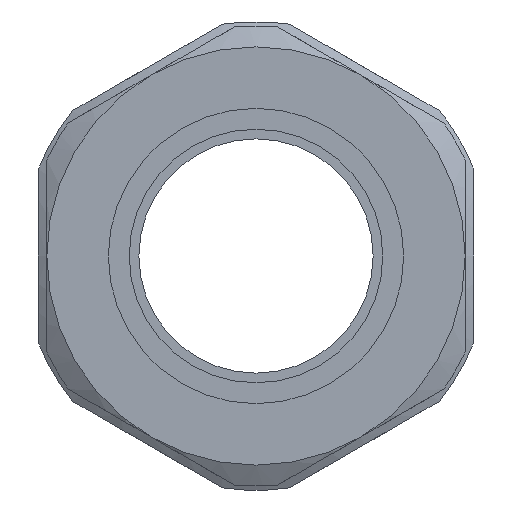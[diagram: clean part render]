
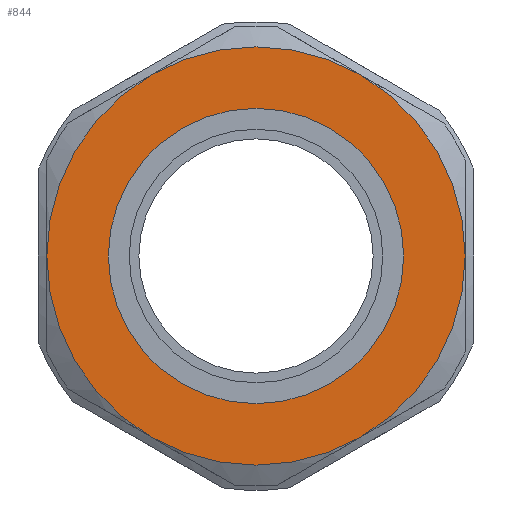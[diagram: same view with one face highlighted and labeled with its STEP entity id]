
A CAD part, front view. The second image highlights one B-rep face of the part: STEP entity #844.
In plain terms, the highlighted planar face has unit normal (0, -1, 0).
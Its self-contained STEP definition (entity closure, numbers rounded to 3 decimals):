
#117=FACE_BOUND('',#205,.T.);
#125=PLANE('',#929);
#149=FACE_OUTER_BOUND('',#204,.T.);
#204=EDGE_LOOP('',(#595,#596,#597,#598,#599,#600));
#205=EDGE_LOOP('',(#601));
#332=CIRCLE('',#930,25.);
#333=CIRCLE('',#931,25.);
#334=CIRCLE('',#932,25.);
#335=CIRCLE('',#933,25.);
#336=CIRCLE('',#934,25.);
#337=CIRCLE('',#935,25.);
#338=CIRCLE('',#936,17.65);
#385=VERTEX_POINT('',#1297);
#386=VERTEX_POINT('',#1298);
#387=VERTEX_POINT('',#1300);
#388=VERTEX_POINT('',#1302);
#389=VERTEX_POINT('',#1304);
#390=VERTEX_POINT('',#1306);
#391=VERTEX_POINT('',#1309);
#466=EDGE_CURVE('',#385,#386,#332,.T.);
#467=EDGE_CURVE('',#387,#385,#333,.T.);
#468=EDGE_CURVE('',#388,#387,#334,.T.);
#469=EDGE_CURVE('',#389,#388,#335,.T.);
#470=EDGE_CURVE('',#390,#389,#336,.T.);
#471=EDGE_CURVE('',#386,#390,#337,.T.);
#472=EDGE_CURVE('',#391,#391,#338,.T.);
#595=ORIENTED_EDGE('',*,*,#466,.F.);
#596=ORIENTED_EDGE('',*,*,#467,.F.);
#597=ORIENTED_EDGE('',*,*,#468,.F.);
#598=ORIENTED_EDGE('',*,*,#469,.F.);
#599=ORIENTED_EDGE('',*,*,#470,.F.);
#600=ORIENTED_EDGE('',*,*,#471,.F.);
#601=ORIENTED_EDGE('',*,*,#472,.F.);
#844=ADVANCED_FACE('',(#149,#117),#125,.T.);
#929=AXIS2_PLACEMENT_3D('',#1296,#1056,#1057);
#930=AXIS2_PLACEMENT_3D('',#1299,#1058,#1059);
#931=AXIS2_PLACEMENT_3D('',#1301,#1060,#1061);
#932=AXIS2_PLACEMENT_3D('',#1303,#1062,#1063);
#933=AXIS2_PLACEMENT_3D('',#1305,#1064,#1065);
#934=AXIS2_PLACEMENT_3D('',#1307,#1066,#1067);
#935=AXIS2_PLACEMENT_3D('',#1308,#1068,#1069);
#936=AXIS2_PLACEMENT_3D('',#1310,#1070,#1071);
#1056=DIRECTION('center_axis',(0.,-1.,0.));
#1057=DIRECTION('ref_axis',(0.,0.,-1.));
#1058=DIRECTION('center_axis',(0.,1.,0.));
#1059=DIRECTION('ref_axis',(-1.,0.,0.));
#1060=DIRECTION('center_axis',(0.,1.,0.));
#1061=DIRECTION('ref_axis',(-1.,0.,0.));
#1062=DIRECTION('center_axis',(0.,1.,0.));
#1063=DIRECTION('ref_axis',(-1.,0.,0.));
#1064=DIRECTION('center_axis',(0.,1.,0.));
#1065=DIRECTION('ref_axis',(-1.,0.,0.));
#1066=DIRECTION('center_axis',(0.,1.,0.));
#1067=DIRECTION('ref_axis',(-1.,0.,0.));
#1068=DIRECTION('center_axis',(0.,1.,0.));
#1069=DIRECTION('ref_axis',(-1.,0.,0.));
#1070=DIRECTION('center_axis',(0.,-1.,0.));
#1071=DIRECTION('ref_axis',(-1.,0.,0.));
#1296=CARTESIAN_POINT('Origin',(101.251,-110.45,148.472));
#1297=CARTESIAN_POINT('',(97.826,-110.45,148.472));
#1298=CARTESIAN_POINT('',(110.326,-110.45,170.123));
#1299=CARTESIAN_POINT('Origin',(122.826,-110.45,148.472));
#1300=CARTESIAN_POINT('',(110.326,-110.45,126.822));
#1301=CARTESIAN_POINT('Origin',(122.826,-110.45,148.472));
#1302=CARTESIAN_POINT('',(135.326,-110.45,126.822));
#1303=CARTESIAN_POINT('Origin',(122.826,-110.45,148.472));
#1304=CARTESIAN_POINT('',(147.826,-110.45,148.472));
#1305=CARTESIAN_POINT('Origin',(122.826,-110.45,148.472));
#1306=CARTESIAN_POINT('',(135.326,-110.45,170.123));
#1307=CARTESIAN_POINT('Origin',(122.826,-110.45,148.472));
#1308=CARTESIAN_POINT('Origin',(122.826,-110.45,148.472));
#1309=CARTESIAN_POINT('',(140.476,-110.45,148.472));
#1310=CARTESIAN_POINT('Origin',(122.826,-110.45,148.472));
